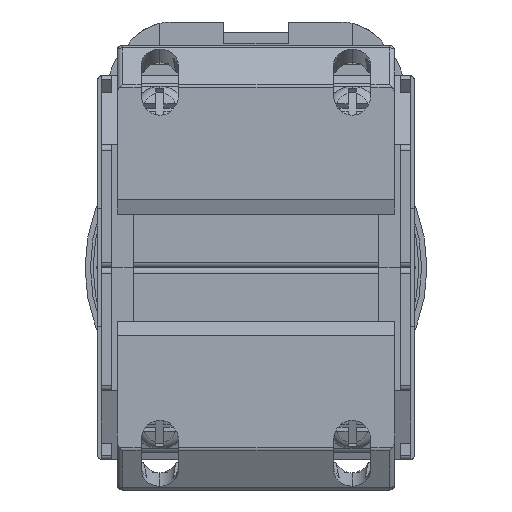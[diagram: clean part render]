
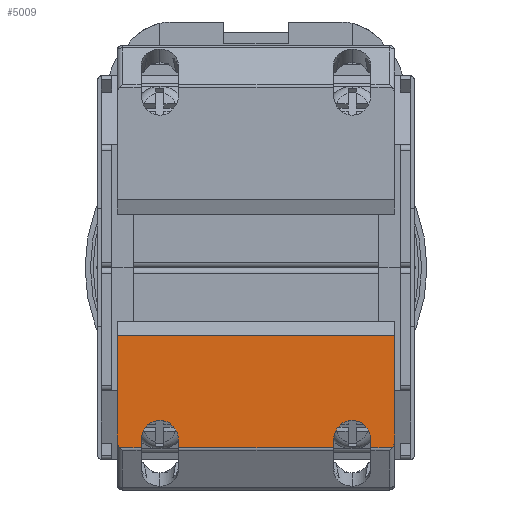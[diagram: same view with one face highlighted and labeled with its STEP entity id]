
A CAD part, front view. The second image highlights one B-rep face of the part: STEP entity #5009.
In plain terms, the highlighted planar face has unit normal (0, -1, 0).
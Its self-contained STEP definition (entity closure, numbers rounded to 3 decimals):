
#143 = CARTESIAN_POINT ( 'NONE',  ( 10.75, -61.5, -16.185 ) ) ;
#665 = VERTEX_POINT ( 'NONE', #5846 ) ;
#784 = ORIENTED_EDGE ( 'NONE', *, *, #5395, .T. ) ;
#796 = EDGE_CURVE ( 'NONE', #4461, #2881, #1190, .T. ) ;
#886 = LINE ( 'NONE', #6302, #9728 ) ;
#1188 = DIRECTION ( 'NONE',  ( -1., 0., 0. ) ) ;
#1190 = LINE ( 'NONE', #10951, #6826 ) ;
#1495 = VERTEX_POINT ( 'NONE', #7306 ) ;
#1572 = VECTOR ( 'NONE', #5481, 1000. ) ;
#1584 = ORIENTED_EDGE ( 'NONE', *, *, #3336, .F. ) ;
#1624 = VERTEX_POINT ( 'NONE', #9968 ) ;
#1634 = CARTESIAN_POINT ( 'NONE',  ( -10.75, -61.5, -12.377 ) ) ;
#1652 = DIRECTION ( 'NONE',  ( 0., 0., -1. ) ) ;
#1758 = VECTOR ( 'NONE', #1188, 1000. ) ;
#1910 = CARTESIAN_POINT ( 'NONE',  ( -12.76, -61.5, -16.86 ) ) ;
#2144 = LINE ( 'NONE', #13202, #1758 ) ;
#2476 = DIRECTION ( 'NONE',  ( -1., 0., 0. ) ) ;
#2606 = CARTESIAN_POINT ( 'NONE',  ( -12.76, -61.5, -16.86 ) ) ;
#2631 = DIRECTION ( 'NONE',  ( 0., 0., 1. ) ) ;
#2676 = EDGE_CURVE ( 'NONE', #3300, #15364, #10556, .T. ) ;
#2844 = CARTESIAN_POINT ( 'NONE',  ( -10.75, -61.5, -16.185 ) ) ;
#2881 = VERTEX_POINT ( 'NONE', #8910 ) ;
#2919 = ORIENTED_EDGE ( 'NONE', *, *, #8465, .F. ) ;
#3011 = CARTESIAN_POINT ( 'NONE',  ( 10.75, -61.5, -6.374 ) ) ;
#3048 = EDGE_LOOP ( 'NONE', ( #4708, #7869, #784, #5326, #10577, #9868, #3655, #2919, #13513, #1584, #4282, #13362, #7848, #12830 ) ) ;
#3300 = VERTEX_POINT ( 'NONE', #7397 ) ;
#3335 = LINE ( 'NONE', #3745, #6167 ) ;
#3336 = EDGE_CURVE ( 'NONE', #7591, #14520, #886, .T. ) ;
#3625 = CARTESIAN_POINT ( 'NONE',  ( 13., -61.5, -6.374 ) ) ;
#3655 = ORIENTED_EDGE ( 'NONE', *, *, #4518, .T. ) ;
#3713 = DIRECTION ( 'NONE',  ( 0., 0., 1. ) ) ;
#3745 = CARTESIAN_POINT ( 'NONE',  ( 13., -61.5, -16.86 ) ) ;
#3761 = CARTESIAN_POINT ( 'NONE',  ( -13., -61.5, -16.039 ) ) ;
#4145 = VERTEX_POINT ( 'NONE', #3761 ) ;
#4282 = ORIENTED_EDGE ( 'NONE', *, *, #7261, .T. ) ;
#4461 = VERTEX_POINT ( 'NONE', #9470 ) ;
#4498 = LINE ( 'NONE', #11214, #10534 ) ;
#4518 = EDGE_CURVE ( 'NONE', #2881, #665, #2144, .T. ) ;
#4703 = VERTEX_POINT ( 'NONE', #15116 ) ;
#4708 = ORIENTED_EDGE ( 'NONE', *, *, #8861, .T. ) ;
#4844 = DIRECTION ( 'NONE',  ( 0., 1., 0. ) ) ;
#4923 = CARTESIAN_POINT ( 'NONE',  ( 7.25, -61.5, -12.377 ) ) ;
#4929 = CARTESIAN_POINT ( 'NONE',  ( 13., -61.5, -16.86 ) ) ;
#5009 = ADVANCED_FACE ( 'NONE', ( #15519 ), #7199, .F. ) ;
#5022 = CARTESIAN_POINT ( 'NONE',  ( -13., -61.5, -16.382 ) ) ;
#5211 = CARTESIAN_POINT ( 'NONE',  ( 13., -61.5, -16.382 ) ) ;
#5268 = CARTESIAN_POINT ( 'NONE',  ( -7.25, -61.5, -12.377 ) ) ;
#5326 = ORIENTED_EDGE ( 'NONE', *, *, #9359, .F. ) ;
#5395 = EDGE_CURVE ( 'NONE', #14861, #1624, #11570, .T. ) ;
#5481 = DIRECTION ( 'NONE',  ( 0., 0., -1. ) ) ;
#5846 = CARTESIAN_POINT ( 'NONE',  ( -13., -61.5, -6.374 ) ) ;
#6041 =( BOUNDED_CURVE ( )  B_SPLINE_CURVE ( 3, ( #13366, #4923, #7330, #143 ),
 .UNSPECIFIED., .F., .F. ) 
 B_SPLINE_CURVE_WITH_KNOTS ( ( 4, 4 ),
 ( 4.712, 7.854 ),
 .UNSPECIFIED. ) 
 CURVE ( )  GEOMETRIC_REPRESENTATION_ITEM ( )  RATIONAL_B_SPLINE_CURVE ( ( 1., 0.333, 0.333, 1. ) ) 
 REPRESENTATION_ITEM ( '' )  );
#6135 = DIRECTION ( 'NONE',  ( 0., 0., 1. ) ) ;
#6167 = VECTOR ( 'NONE', #8626, 1000. ) ;
#6208 = VECTOR ( 'NONE', #2631, 1000. ) ;
#6212 = CARTESIAN_POINT ( 'NONE',  ( -10.75, -61.5, -6.374 ) ) ;
#6277 = AXIS2_PLACEMENT_3D ( 'NONE', #3625, #4844, #13295 ) ;
#6302 = CARTESIAN_POINT ( 'NONE',  ( 13., -61.5, -16.86 ) ) ;
#6349 = DIRECTION ( 'NONE',  ( -1., 0., 0. ) ) ;
#6577 = LINE ( 'NONE', #6212, #6208 ) ;
#6826 = VECTOR ( 'NONE', #3713, 1000. ) ;
#6938 = VECTOR ( 'NONE', #2476, 1000. ) ;
#6967 = CARTESIAN_POINT ( 'NONE',  ( -10.75, -61.5, -16.86 ) ) ;
#7199 = PLANE ( 'NONE',  #6277 ) ;
#7261 = EDGE_CURVE ( 'NONE', #7591, #4703, #6577, .T. ) ;
#7291 = VERTEX_POINT ( 'NONE', #14718 ) ;
#7306 = CARTESIAN_POINT ( 'NONE',  ( 7.25, -61.5, -16.185 ) ) ;
#7323 = VECTOR ( 'NONE', #1652, 1000. ) ;
#7330 = CARTESIAN_POINT ( 'NONE',  ( 10.75, -61.5, -12.377 ) ) ;
#7397 = CARTESIAN_POINT ( 'NONE',  ( 7.25, -61.5, -16.86 ) ) ;
#7591 = VERTEX_POINT ( 'NONE', #6967 ) ;
#7614 = DIRECTION ( 'NONE',  ( 0., 0., 1. ) ) ;
#7628 = CARTESIAN_POINT ( 'NONE',  ( 12.76, -61.5, -16.86 ) ) ;
#7848 = ORIENTED_EDGE ( 'NONE', *, *, #14398, .T. ) ;
#7869 = ORIENTED_EDGE ( 'NONE', *, *, #15241, .T. ) ;
#8379 =( BOUNDED_CURVE ( )  B_SPLINE_CURVE ( 3, ( #2606, #12257, #5022, #13478 ),
 .UNSPECIFIED., .F., .F. ) 
 B_SPLINE_CURVE_WITH_KNOTS ( ( 4, 4 ),
 ( 3.689, 4.712 ),
 .UNSPECIFIED. ) 
 CURVE ( )  GEOMETRIC_REPRESENTATION_ITEM ( )  RATIONAL_B_SPLINE_CURVE ( ( 1., 0.915, 0.915, 1. ) ) 
 REPRESENTATION_ITEM ( '' )  );
#8465 = EDGE_CURVE ( 'NONE', #4145, #665, #15086, .T. ) ;
#8588 =( BOUNDED_CURVE ( )  B_SPLINE_CURVE ( 3, ( #2844, #1634, #5268, #13714 ),
 .UNSPECIFIED., .F., .F. ) 
 B_SPLINE_CURVE_WITH_KNOTS ( ( 4, 4 ),
 ( 4.712, 7.854 ),
 .UNSPECIFIED. ) 
 CURVE ( )  GEOMETRIC_REPRESENTATION_ITEM ( )  RATIONAL_B_SPLINE_CURVE ( ( 1., 0.333, 0.333, 1. ) ) 
 REPRESENTATION_ITEM ( '' )  );
#8626 = DIRECTION ( 'NONE',  ( -1., 0., 0. ) ) ;
#8674 = VECTOR ( 'NONE', #6135, 1000. ) ;
#8861 = EDGE_CURVE ( 'NONE', #3300, #1495, #4498, .T. ) ;
#8910 = CARTESIAN_POINT ( 'NONE',  ( 13., -61.5, -6.374 ) ) ;
#9359 = EDGE_CURVE ( 'NONE', #7291, #1624, #3335, .T. ) ;
#9470 = CARTESIAN_POINT ( 'NONE',  ( 13., -61.5, -16.039 ) ) ;
#9541 =( BOUNDED_CURVE ( )  B_SPLINE_CURVE ( 3, ( #14828, #5211, #14878, #7628 ),
 .UNSPECIFIED., .F., .F. ) 
 B_SPLINE_CURVE_WITH_KNOTS ( ( 4, 4 ),
 ( 4.712, 5.736 ),
 .UNSPECIFIED. ) 
 CURVE ( )  GEOMETRIC_REPRESENTATION_ITEM ( )  RATIONAL_B_SPLINE_CURVE ( ( 1., 0.915, 0.915, 1. ) ) 
 REPRESENTATION_ITEM ( '' )  );
#9728 = VECTOR ( 'NONE', #6349, 1000. ) ;
#9868 = ORIENTED_EDGE ( 'NONE', *, *, #796, .T. ) ;
#9968 = CARTESIAN_POINT ( 'NONE',  ( 10.75, -61.5, -16.86 ) ) ;
#10043 = CARTESIAN_POINT ( 'NONE',  ( -7.25, -61.5, -16.86 ) ) ;
#10089 = CARTESIAN_POINT ( 'NONE',  ( -7.25, -61.5, -6.374 ) ) ;
#10176 = LINE ( 'NONE', #10089, #7323 ) ;
#10534 = VECTOR ( 'NONE', #7614, 1000. ) ;
#10556 = LINE ( 'NONE', #4929, #6938 ) ;
#10577 = ORIENTED_EDGE ( 'NONE', *, *, #13290, .F. ) ;
#10951 = CARTESIAN_POINT ( 'NONE',  ( 13., -61.5, -6.374 ) ) ;
#11214 = CARTESIAN_POINT ( 'NONE',  ( 7.25, -61.5, -6.374 ) ) ;
#11245 = EDGE_CURVE ( 'NONE', #4703, #12834, #8588, .T. ) ;
#11570 = LINE ( 'NONE', #3011, #1572 ) ;
#12206 = CARTESIAN_POINT ( 'NONE',  ( -13., -61.5, -6.374 ) ) ;
#12257 = CARTESIAN_POINT ( 'NONE',  ( -12.913, -61.5, -16.681 ) ) ;
#12505 = CARTESIAN_POINT ( 'NONE',  ( -7.25, -61.5, -16.185 ) ) ;
#12830 = ORIENTED_EDGE ( 'NONE', *, *, #2676, .F. ) ;
#12834 = VERTEX_POINT ( 'NONE', #12505 ) ;
#13202 = CARTESIAN_POINT ( 'NONE',  ( 13., -61.5, -6.374 ) ) ;
#13290 = EDGE_CURVE ( 'NONE', #4461, #7291, #9541, .T. ) ;
#13295 = DIRECTION ( 'NONE',  ( 0., 0., -1. ) ) ;
#13362 = ORIENTED_EDGE ( 'NONE', *, *, #11245, .T. ) ;
#13366 = CARTESIAN_POINT ( 'NONE',  ( 7.25, -61.5, -16.185 ) ) ;
#13478 = CARTESIAN_POINT ( 'NONE',  ( -13., -61.5, -16.039 ) ) ;
#13513 = ORIENTED_EDGE ( 'NONE', *, *, #14265, .F. ) ;
#13714 = CARTESIAN_POINT ( 'NONE',  ( -7.25, -61.5, -16.185 ) ) ;
#14265 = EDGE_CURVE ( 'NONE', #14520, #4145, #8379, .T. ) ;
#14398 = EDGE_CURVE ( 'NONE', #12834, #15364, #10176, .T. ) ;
#14520 = VERTEX_POINT ( 'NONE', #1910 ) ;
#14718 = CARTESIAN_POINT ( 'NONE',  ( 12.76, -61.5, -16.86 ) ) ;
#14726 = CARTESIAN_POINT ( 'NONE',  ( 10.75, -61.5, -16.185 ) ) ;
#14828 = CARTESIAN_POINT ( 'NONE',  ( 13., -61.5, -16.039 ) ) ;
#14861 = VERTEX_POINT ( 'NONE', #14726 ) ;
#14878 = CARTESIAN_POINT ( 'NONE',  ( 12.913, -61.5, -16.681 ) ) ;
#15086 = LINE ( 'NONE', #12206, #8674 ) ;
#15116 = CARTESIAN_POINT ( 'NONE',  ( -10.75, -61.5, -16.185 ) ) ;
#15241 = EDGE_CURVE ( 'NONE', #1495, #14861, #6041, .T. ) ;
#15364 = VERTEX_POINT ( 'NONE', #10043 ) ;
#15519 = FACE_OUTER_BOUND ( 'NONE', #3048, .T. ) ;
